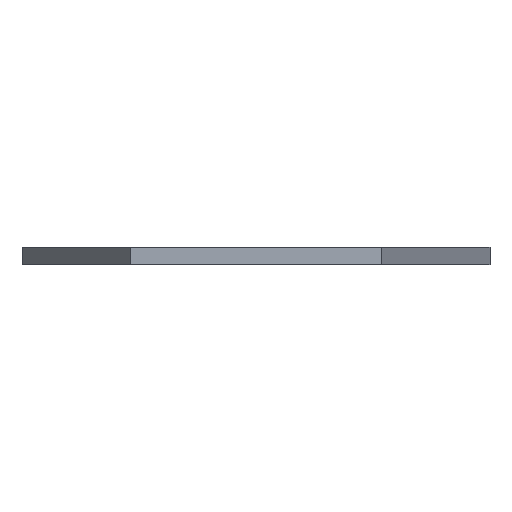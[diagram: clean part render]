
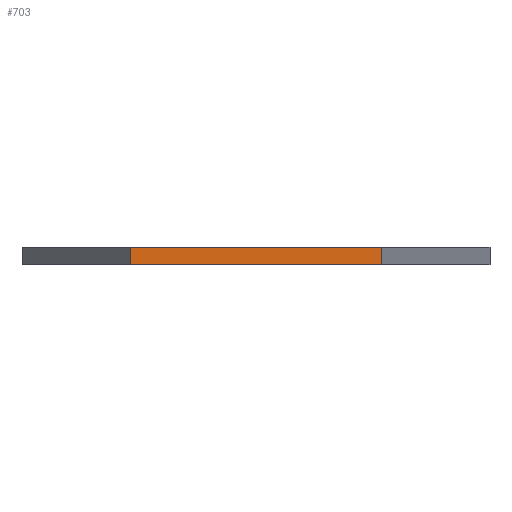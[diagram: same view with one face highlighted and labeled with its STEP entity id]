
A CAD part, front view. The second image highlights one B-rep face of the part: STEP entity #703.
In plain terms, the highlighted planar face has unit normal (0, -1, 0).
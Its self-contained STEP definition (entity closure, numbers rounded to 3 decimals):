
#11 = CARTESIAN_POINT ( 'NONE',  ( -35., -170., 0. ) ) ;
#60 = LINE ( 'NONE', #883, #277 ) ;
#277 = VECTOR ( 'NONE', #478, 1000. ) ;
#288 = VECTOR ( 'NONE', #1185, 1000. ) ;
#321 = VERTEX_POINT ( 'NONE', #616 ) ;
#334 = PLANE ( 'NONE',  #912 ) ;
#350 = LINE ( 'NONE', #1297, #985 ) ;
#438 = CARTESIAN_POINT ( 'NONE',  ( -35., -170., 0. ) ) ;
#478 = DIRECTION ( 'NONE',  ( 0., 0., 1. ) ) ;
#534 = LINE ( 'NONE', #438, #688 ) ;
#550 = CARTESIAN_POINT ( 'NONE',  ( 35., -170., 0. ) ) ;
#561 = EDGE_CURVE ( 'NONE', #321, #584, #60, .T. ) ;
#584 = VERTEX_POINT ( 'NONE', #742 ) ;
#616 = CARTESIAN_POINT ( 'NONE',  ( 35., -170., 0. ) ) ;
#632 = VERTEX_POINT ( 'NONE', #11 ) ;
#683 = EDGE_CURVE ( 'NONE', #632, #751, #534, .T. ) ;
#688 = VECTOR ( 'NONE', #1298, 1000. ) ;
#703 = ADVANCED_FACE ( 'NONE', ( #763 ), #334, .T. ) ;
#717 = ORIENTED_EDGE ( 'NONE', *, *, #1079, .F. ) ;
#742 = CARTESIAN_POINT ( 'NONE',  ( 35., -170., 5. ) ) ;
#750 = DIRECTION ( 'NONE',  ( 0., -1., 0. ) ) ;
#751 = VERTEX_POINT ( 'NONE', #1218 ) ;
#763 = FACE_OUTER_BOUND ( 'NONE', #838, .T. ) ;
#838 = EDGE_LOOP ( 'NONE', ( #1141, #1176, #717, #933 ) ) ;
#878 = LINE ( 'NONE', #550, #288 ) ;
#883 = CARTESIAN_POINT ( 'NONE',  ( 35., -170., 0. ) ) ;
#884 = DIRECTION ( 'NONE',  ( 1., 0., 0. ) ) ;
#912 = AXIS2_PLACEMENT_3D ( 'NONE', #1061, #750, #1175 ) ;
#933 = ORIENTED_EDGE ( 'NONE', *, *, #561, .T. ) ;
#985 = VECTOR ( 'NONE', #884, 1000. ) ;
#1061 = CARTESIAN_POINT ( 'NONE',  ( -35., -170., 5. ) ) ;
#1079 = EDGE_CURVE ( 'NONE', #321, #632, #878, .T. ) ;
#1099 = EDGE_CURVE ( 'NONE', #751, #584, #350, .T. ) ;
#1141 = ORIENTED_EDGE ( 'NONE', *, *, #1099, .F. ) ;
#1175 = DIRECTION ( 'NONE',  ( 0., 0., -1. ) ) ;
#1176 = ORIENTED_EDGE ( 'NONE', *, *, #683, .F. ) ;
#1185 = DIRECTION ( 'NONE',  ( -1., 0., 0. ) ) ;
#1218 = CARTESIAN_POINT ( 'NONE',  ( -35., -170., 5. ) ) ;
#1297 = CARTESIAN_POINT ( 'NONE',  ( -35., -170., 5. ) ) ;
#1298 = DIRECTION ( 'NONE',  ( 0., 0., 1. ) ) ;
